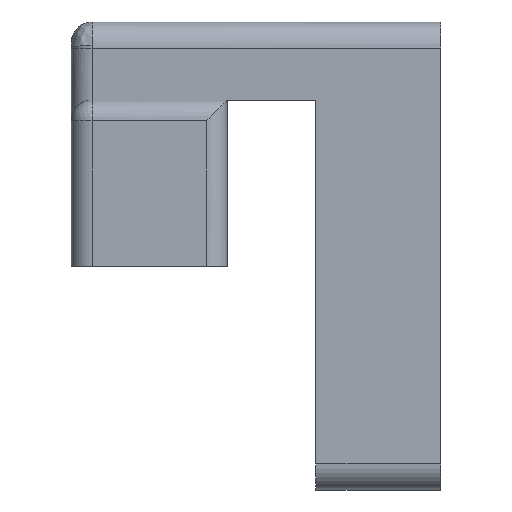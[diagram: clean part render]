
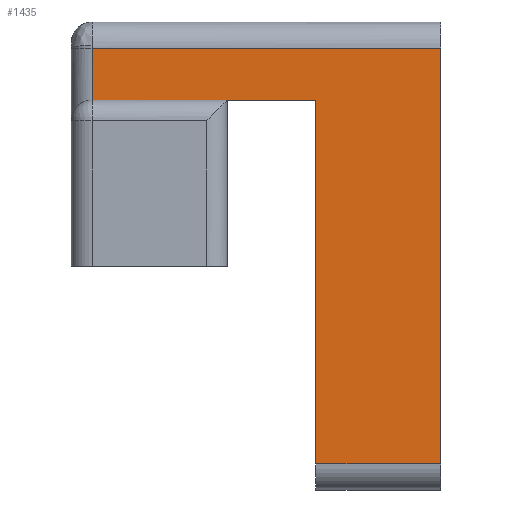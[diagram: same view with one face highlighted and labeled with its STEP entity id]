
A CAD part, left-side view. The second image highlights one B-rep face of the part: STEP entity #1435.
In plain terms, the highlighted planar face has unit normal (-1, 0, 0).
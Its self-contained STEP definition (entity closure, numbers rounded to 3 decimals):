
#199=FACE_OUTER_BOUND('',#287,.T.);
#287=EDGE_LOOP('',(#1232,#1233,#1234,#1235,#1236,#1237,#1238));
#350=LINE('',#2147,#485);
#425=LINE('',#2494,#560);
#428=LINE('',#2506,#563);
#429=LINE('',#2507,#564);
#430=LINE('',#2509,#565);
#431=LINE('',#2511,#566);
#432=LINE('',#2512,#567);
#485=VECTOR('',#1707,10.);
#560=VECTOR('',#1942,10.);
#563=VECTOR('',#1955,10.);
#564=VECTOR('',#1956,10.);
#565=VECTOR('',#1957,10.);
#566=VECTOR('',#1958,10.);
#567=VECTOR('',#1959,10.);
#634=VERTEX_POINT('',#2145);
#635=VERTEX_POINT('',#2146);
#686=VERTEX_POINT('',#2467);
#694=VERTEX_POINT('',#2492);
#695=VERTEX_POINT('',#2493);
#700=VERTEX_POINT('',#2508);
#701=VERTEX_POINT('',#2510);
#767=EDGE_CURVE('',#634,#635,#350,.T.);
#882=EDGE_CURVE('',#694,#695,#425,.T.);
#889=EDGE_CURVE('',#686,#634,#428,.T.);
#890=EDGE_CURVE('',#695,#686,#429,.T.);
#891=EDGE_CURVE('',#700,#694,#430,.T.);
#892=EDGE_CURVE('',#701,#700,#431,.T.);
#893=EDGE_CURVE('',#635,#701,#432,.T.);
#1232=ORIENTED_EDGE('',*,*,#767,.F.);
#1233=ORIENTED_EDGE('',*,*,#889,.F.);
#1234=ORIENTED_EDGE('',*,*,#890,.F.);
#1235=ORIENTED_EDGE('',*,*,#882,.F.);
#1236=ORIENTED_EDGE('',*,*,#891,.F.);
#1237=ORIENTED_EDGE('',*,*,#892,.F.);
#1238=ORIENTED_EDGE('',*,*,#893,.F.);
#1362=PLANE('',#1588);
#1435=ADVANCED_FACE('',(#199),#1362,.T.);
#1588=AXIS2_PLACEMENT_3D('',#2505,#1953,#1954);
#1707=DIRECTION('',(0.,0.,1.));
#1942=DIRECTION('',(0.,0.,1.));
#1953=DIRECTION('center_axis',(-1.,0.,0.));
#1954=DIRECTION('ref_axis',(0.,0.,1.));
#1955=DIRECTION('',(0.,1.,0.));
#1956=DIRECTION('',(0.,1.,0.));
#1957=DIRECTION('',(0.,1.,0.));
#1958=DIRECTION('',(0.,0.,-1.));
#1959=DIRECTION('',(0.,-1.,0.));
#2145=CARTESIAN_POINT('',(-24.,45.,-5.));
#2146=CARTESIAN_POINT('',(-24.,45.,5.));
#2147=CARTESIAN_POINT('',(-24.,45.,-42.5));
#2467=CARTESIAN_POINT('',(-24.,19.,-5.));
#2492=CARTESIAN_POINT('',(-24.,2.,-75.));
#2493=CARTESIAN_POINT('',(-24.,2.,-5.));
#2494=CARTESIAN_POINT('',(-24.,2.,-80.));
#2505=CARTESIAN_POINT('Origin',(-24.,0.,-80.));
#2506=CARTESIAN_POINT('',(-24.,2.,-5.));
#2507=CARTESIAN_POINT('',(-24.,2.,-5.));
#2508=CARTESIAN_POINT('',(-24.,-22.,-75.));
#2509=CARTESIAN_POINT('',(-24.,0.,-75.));
#2510=CARTESIAN_POINT('',(-24.,-22.,5.));
#2511=CARTESIAN_POINT('',(-24.,-22.,-80.));
#2512=CARTESIAN_POINT('',(-24.,0.,5.));
